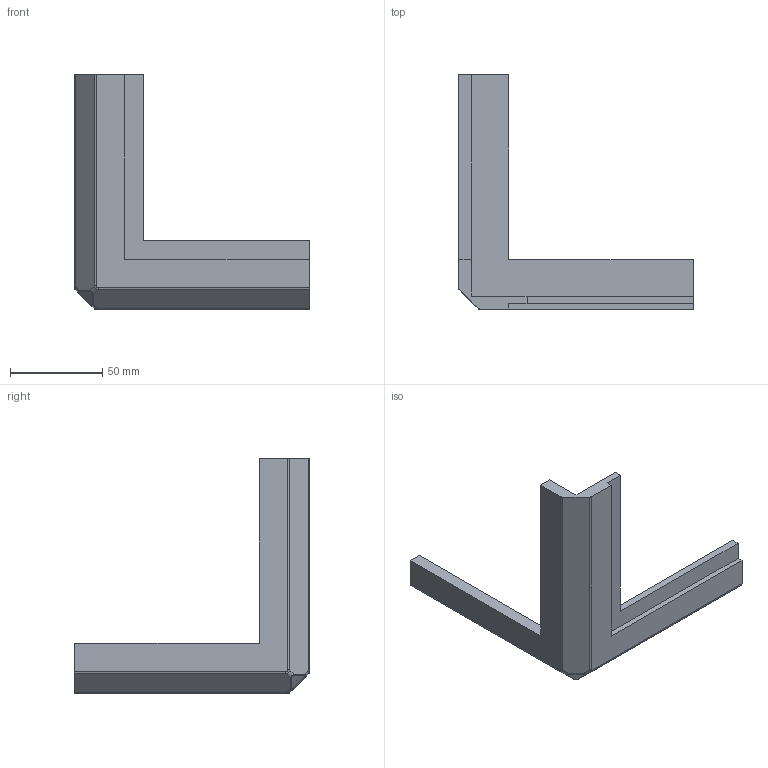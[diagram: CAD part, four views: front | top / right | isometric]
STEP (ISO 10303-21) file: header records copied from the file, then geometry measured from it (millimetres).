
FILE_DESCRIPTION (( 'STEP AP214' ), '1' );
FILE_NAME ('cornerCover.STEP', '2025-05-21T18:18:05', ( '' ), ( '' ), 'SwSTEP 2.0', 'SolidWorks 2024', '' );
FILE_SCHEMA (( 'AUTOMOTIVE_DESIGN' ));
Length unit declared in the file: millimetre
Products named in the file (1): cornerCover
Bounding box: 127 x 127 x 127 mm (x, y, z)
Volume: 95835.3 mm3; surface area: 37850.9 mm2
Topology: 1 solids, 1 shells, 43 faces, 111 edges, 70 vertices
Faces by surface type: plane 22, cylinder 12, bspline 9
Entity records: 1867 total; most frequent: CARTESIAN_POINT 396, ORIENTED_EDGE 222, DIRECTION 184, EDGE_CURVE 111, LINE 72, VECTOR 72, VERTEX_POINT 70, AXIS2_PLACEMENT_3D 56
